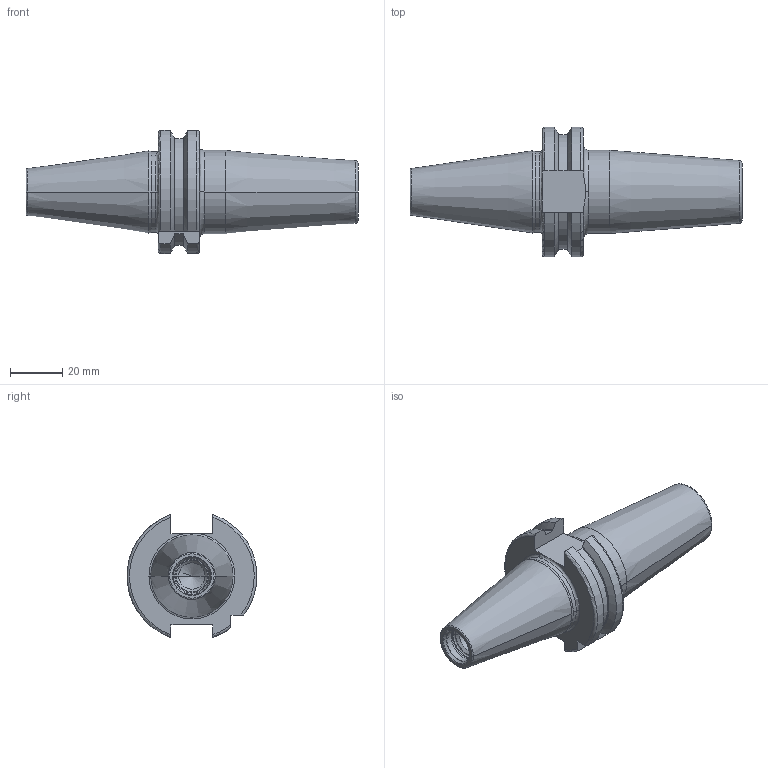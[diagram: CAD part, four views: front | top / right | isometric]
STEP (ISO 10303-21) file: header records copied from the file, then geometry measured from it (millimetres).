
FILE_DESCRIPTION((''),'2;1');
FILE_NAME('30-440-10','2011-08-30T',('mei'),(''),'PRO/ENGINEER BY PARAMETRIC TECHNOLOGY CORPORATION, 2010430','PRO/ENGINEER BY PARAMETRIC TECHNOLOGY CORPORATION, 2010430','');
FILE_SCHEMA(('CONFIG_CONTROL_DESIGN'));
Length unit declared in the file: millimetre
Products named in the file (1): 30-440-10
Bounding box: 127.65 x 49.88 x 47.32 mm (x, y, z)
Volume: 84833.5 mm3; surface area: 18252.1 mm2
Topology: 1 solids, 2 shells, 92 faces, 232 edges, 144 vertices
Faces by surface type: torus 28, cylinder 23, plane 21, cone 20
Entity records: 2972 total; most frequent: CARTESIAN_POINT 713, DIRECTION 487, ORIENTED_EDGE 456, EDGE_CURVE 230, AXIS2_PLACEMENT_3D 203, VERTEX_POINT 144, CIRCLE 110, EDGE_LOOP 96
